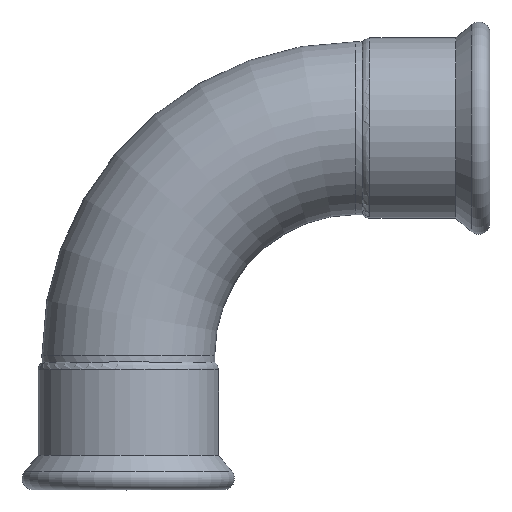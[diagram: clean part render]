
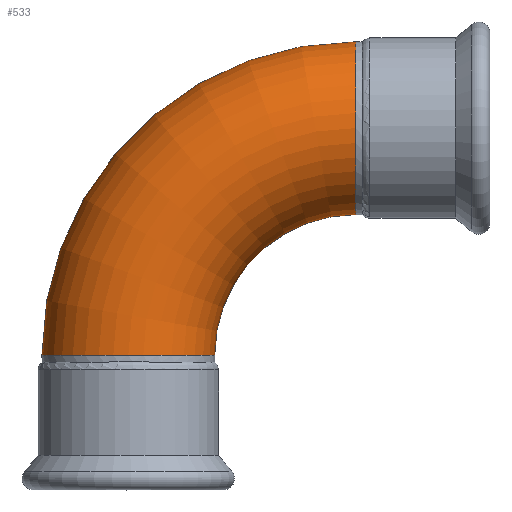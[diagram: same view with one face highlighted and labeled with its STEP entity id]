
A CAD part, top view. The second image highlights one B-rep face of the part: STEP entity #533.
In plain terms, the highlighted toroidal (fillet/blend) face has major radius 142 mm and minor radius 54 mm.
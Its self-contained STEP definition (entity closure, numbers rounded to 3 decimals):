
#76=FACE_OUTER_BOUND('',#112,.T.);
#112=EDGE_LOOP('',(#330,#331,#332,#333));
#152=CIRCLE('',#593,54.);
#153=CIRCLE('',#594,88.);
#154=CIRCLE('',#595,54.);
#210=VERTEX_POINT('',#896);
#211=VERTEX_POINT('',#898);
#254=EDGE_CURVE('',#210,#210,#152,.T.);
#255=EDGE_CURVE('',#210,#211,#153,.T.);
#256=EDGE_CURVE('',#211,#211,#154,.T.);
#330=ORIENTED_EDGE('',*,*,#254,.T.);
#331=ORIENTED_EDGE('',*,*,#255,.T.);
#332=ORIENTED_EDGE('',*,*,#256,.F.);
#333=ORIENTED_EDGE('',*,*,#255,.F.);
#482=TOROIDAL_SURFACE('',#592,142.,54.);
#533=ADVANCED_FACE('',(#76),#482,.T.);
#592=AXIS2_PLACEMENT_3D('',#895,#688,#689);
#593=AXIS2_PLACEMENT_3D('',#897,#690,#691);
#594=AXIS2_PLACEMENT_3D('',#899,#692,#693);
#595=AXIS2_PLACEMENT_3D('',#900,#694,#695);
#688=DIRECTION('center_axis',(0.,0.,1.));
#689=DIRECTION('ref_axis',(0.,1.,0.));
#690=DIRECTION('center_axis',(0.,1.,0.));
#691=DIRECTION('ref_axis',(0.,0.,-1.));
#692=DIRECTION('center_axis',(0.,0.,-1.));
#693=DIRECTION('ref_axis',(0.,1.,0.));
#694=DIRECTION('center_axis',(1.,0.,0.));
#695=DIRECTION('ref_axis',(0.,-1.,0.));
#895=CARTESIAN_POINT('Origin',(142.,-142.,0.));
#896=CARTESIAN_POINT('',(54.,-142.,0.));
#897=CARTESIAN_POINT('Origin',(0.,-142.,0.));
#898=CARTESIAN_POINT('',(142.,-54.,0.));
#899=CARTESIAN_POINT('Origin',(142.,-142.,0.));
#900=CARTESIAN_POINT('Origin',(142.,0.,0.));
